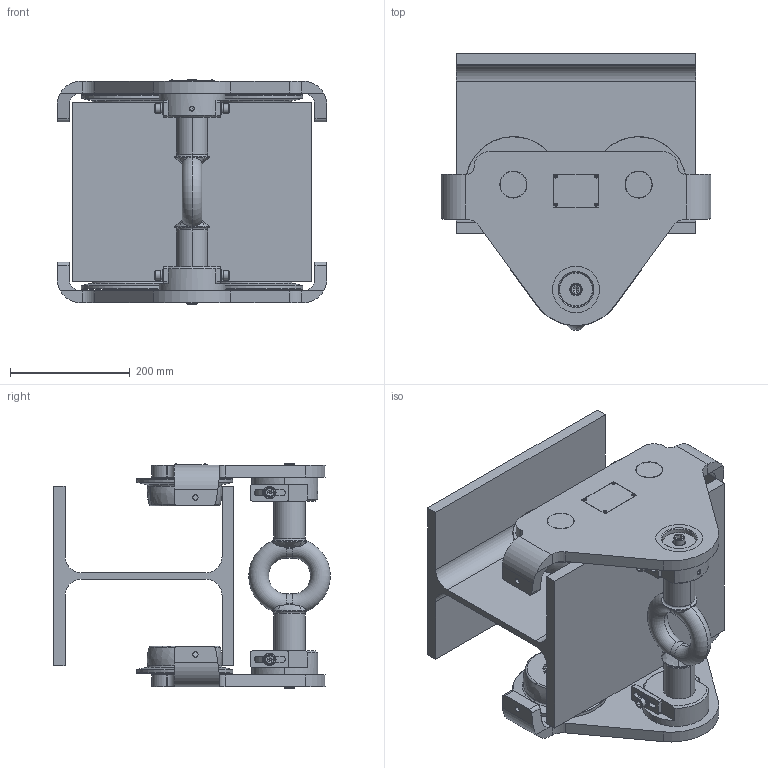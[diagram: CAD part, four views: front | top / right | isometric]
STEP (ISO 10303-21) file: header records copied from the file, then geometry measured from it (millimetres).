
FILE_DESCRIPTION (( 'STEP AP214' ), '1' );
FILE_NAME ('HTP-B 5,0t.STEP', '2018-02-07T13:03:04', ( '' ), ( '' ), 'SwSTEP 2.0', 'SolidWorks 2015', '' );
FILE_SCHEMA (( 'AUTOMOTIVE_DESIGN' ));
Length unit declared in the file: millimetre
Products named in the file (1): HTP-B 5,0t
Bounding box: 450 x 461.5 x 375 mm (x, y, z)
Volume: 13082614.1 mm3; surface area: 1738346.2 mm2
Topology: 59 solids, 59 shells, 1200 faces, 2726 edges, 1689 vertices
Faces by surface type: cylinder 462, plane 402, cone 180, torus 128, sphere 16, bspline 12
Entity records: 48210 total; most frequent: CARTESIAN_POINT 6428, DIRECTION 6408, ORIENTED_EDGE 5372, EDGE_CURVE 2686, AXIS2_PLACEMENT_3D 2605, VERTEX_POINT 1677, CIRCLE 1416, EDGE_LOOP 1389
